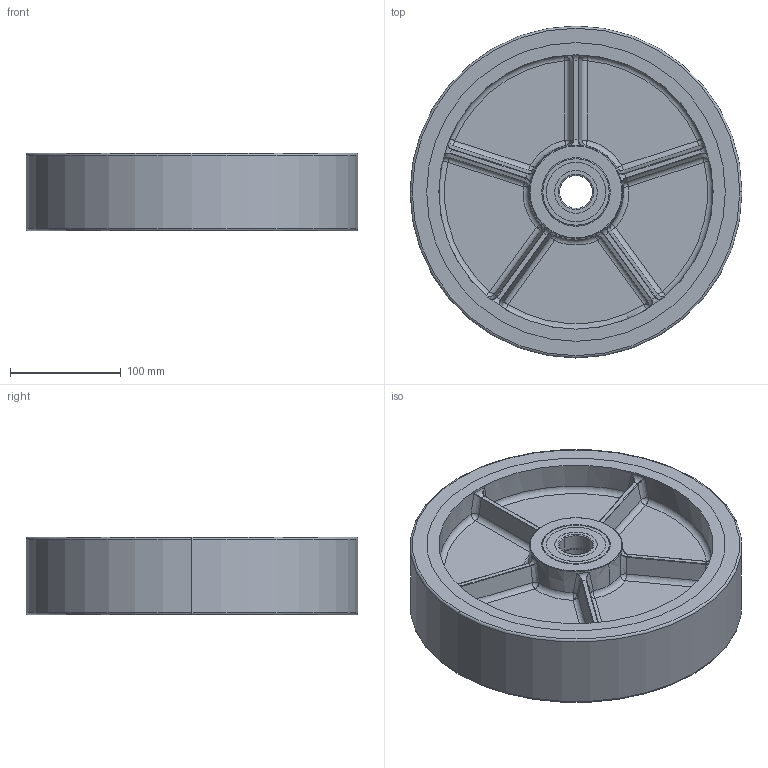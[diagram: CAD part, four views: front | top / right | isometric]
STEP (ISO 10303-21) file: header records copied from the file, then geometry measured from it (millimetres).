
FILE_DESCRIPTION (( 'STEP AP214' ), '1' );
FILE_NAME ('0012019.step', '2022-03-24T09:05:49', ( '' ), ( '' ), 'SwSTEP 2.0', 'SolidWorks 2020', '' );
FILE_SCHEMA (( 'AUTOMOTIVE_DESIGN' ));
Length unit declared in the file: millimetre
Products named in the file (1): 0012019
Bounding box: 300 x 300 x 70 mm (x, y, z)
Volume: 2608535.6 mm3; surface area: 458690.8 mm2
Topology: 13 solids, 13 shells, 446 faces, 976 edges, 524 vertices
Faces by surface type: bspline 120, cylinder 116, torus 84, plane 74, sphere 48, cone 4
Entity records: 21176 total; most frequent: CARTESIAN_POINT 7227, DIRECTION 1886, ORIENTED_EDGE 1872, EDGE_CURVE 936, AXIS2_PLACEMENT_3D 863, CIRCLE 536, VERTEX_POINT 524, EDGE_LOOP 480
